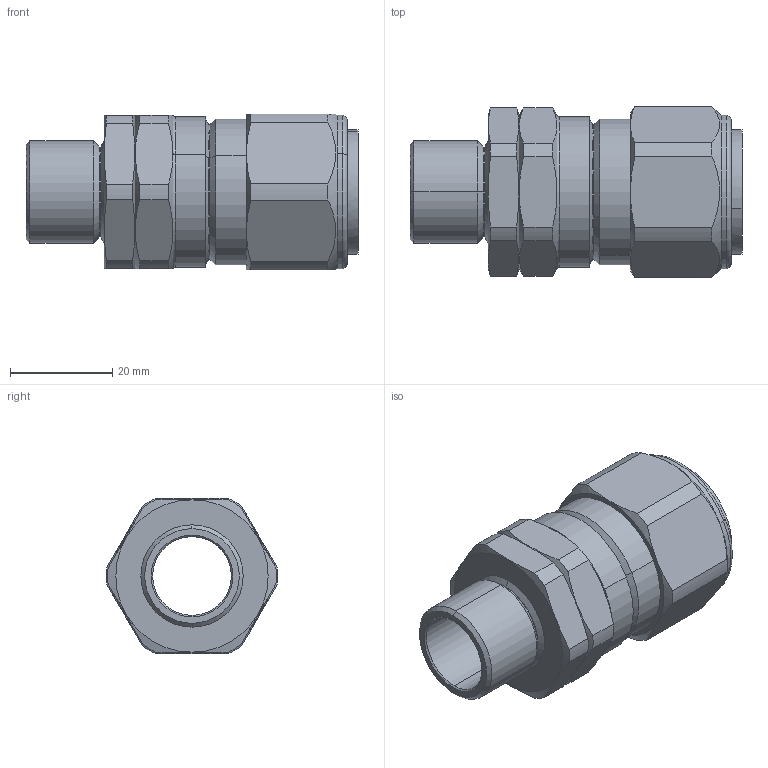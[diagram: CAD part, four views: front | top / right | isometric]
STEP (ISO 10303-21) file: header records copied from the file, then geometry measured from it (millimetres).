
FILE_DESCRIPTION (( 'STEP AP203' ), '1' );
FILE_NAME ('20CXED1RA.STEP', '2021-03-11T16:15:27', ( '' ), ( '' ), 'SwSTEP 2.0', 'SolidWorks 2017', '' );
FILE_SCHEMA (( 'CONFIG_CONTROL_DESIGN' ));
Length unit declared in the file: millimetre
Products named in the file (1): 20CXED1RA
Bounding box: 64.95 x 33.53 x 30.5 mm (x, y, z)
Volume: 23239.3 mm3; surface area: 11045.1 mm2
Topology: 1 solids, 16 shells, 228 faces, 532 edges, 342 vertices
Faces by surface type: plane 85, cylinder 54, bspline 45, cone 38, torus 6
Entity records: 8995 total; most frequent: CARTESIAN_POINT 4066, ORIENTED_EDGE 1064, DIRECTION 870, EDGE_CURVE 532, VERTEX_POINT 342, AXIS2_PLACEMENT_3D 320, EDGE_LOOP 236, LINE 230
